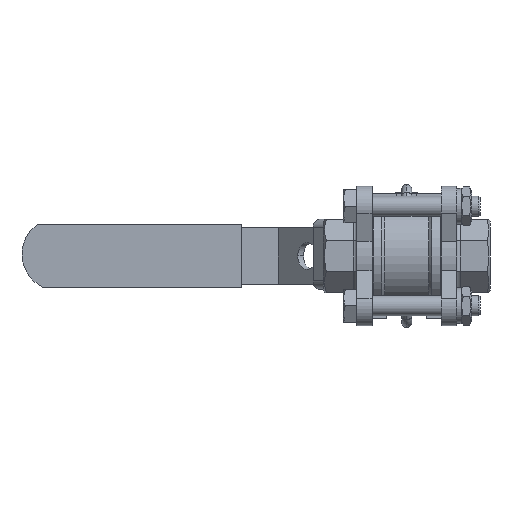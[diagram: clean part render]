
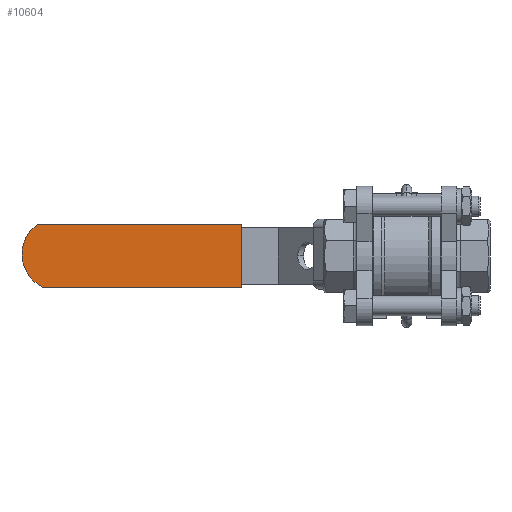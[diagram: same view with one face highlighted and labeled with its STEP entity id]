
A CAD part, front view. The second image highlights one B-rep face of the part: STEP entity #10604.
In plain terms, the highlighted face is planar.
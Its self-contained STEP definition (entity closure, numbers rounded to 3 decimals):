
#1645=LINE('',#22234,#2399);
#1648=LINE('',#22239,#2402);
#1649=LINE('',#22241,#2403);
#2399=VECTOR('',#14378,1000.);
#2402=VECTOR('',#14385,1000.);
#2403=VECTOR('',#14388,1000.);
#5466=ORIENTED_EDGE('',*,*,#7007,.F.);
#5467=ORIENTED_EDGE('',*,*,#6997,.F.);
#5468=ORIENTED_EDGE('',*,*,#7008,.T.);
#5469=ORIENTED_EDGE('',*,*,#7004,.T.);
#6997=EDGE_CURVE('',#7989,#7990,#8356,.T.);
#7004=EDGE_CURVE('',#7994,#7996,#1645,.T.);
#7007=EDGE_CURVE('',#7990,#7996,#1648,.T.);
#7008=EDGE_CURVE('',#7989,#7994,#1649,.T.);
#7989=VERTEX_POINT('',#22219);
#7990=VERTEX_POINT('',#22220);
#7994=VERTEX_POINT('',#22229);
#7996=VERTEX_POINT('',#22233);
#8356=CIRCLE('',#11706,11.);
#9035=EDGE_LOOP('',(#5466,#5467,#5468,#5469));
#9714=FACE_BOUND('',#9035,.T.);
#10000=PLANE('',#11711);
#10604=ADVANCED_FACE('',(#9714),#10000,.F.);
#11706=AXIS2_PLACEMENT_3D('',#22218,#14367,#14368);
#11711=AXIS2_PLACEMENT_3D('',#22240,#14386,#14387);
#14367=DIRECTION('',(0.,-1.,0.));
#14368=DIRECTION('',(0.,0.,-1.));
#14378=DIRECTION('',(0.,0.,1.));
#14385=DIRECTION('',(-1.,0.,0.));
#14386=DIRECTION('',(0.,-1.,0.));
#14387=DIRECTION('',(0.,0.,-1.));
#14388=DIRECTION('',(-1.,0.,0.));
#22218=CARTESIAN_POINT('',(55.,2.25,0.533));
#22219=CARTESIAN_POINT('',(59.509,2.25,-9.5));
#22220=CARTESIAN_POINT('',(61.372,2.25,9.5));
#22229=CARTESIAN_POINT('',(0.,2.25,-9.5));
#22233=CARTESIAN_POINT('',(0.,2.25,9.5));
#22234=CARTESIAN_POINT('',(0.,2.25,8.5));
#22239=CARTESIAN_POINT('',(65.,2.25,9.5));
#22240=CARTESIAN_POINT('',(65.,2.25,8.5));
#22241=CARTESIAN_POINT('',(65.,2.25,-9.5));
